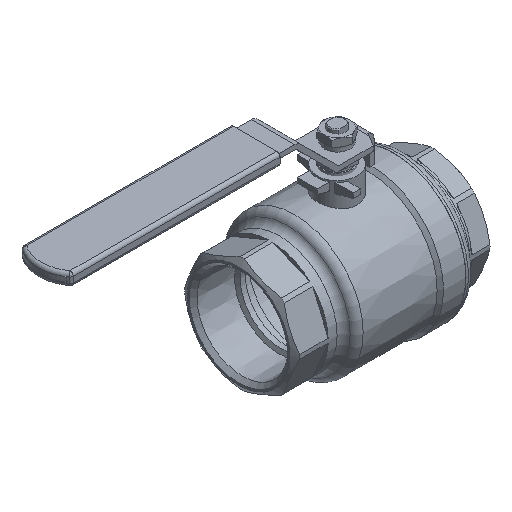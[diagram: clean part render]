
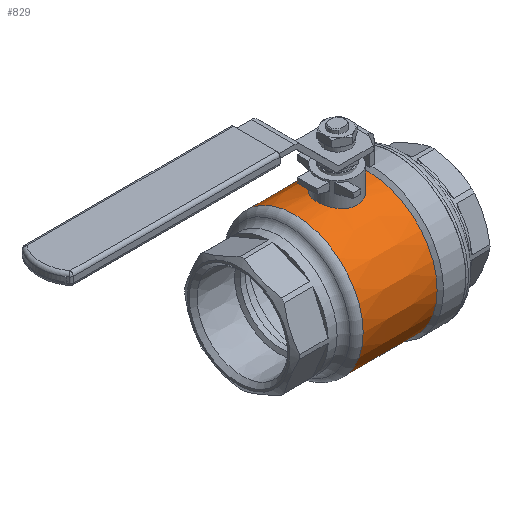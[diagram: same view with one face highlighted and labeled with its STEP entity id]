
A CAD part, isometric view. The second image highlights one B-rep face of the part: STEP entity #829.
In plain terms, the highlighted conical face has half-angle 0 degrees and reference radius 42.5 mm.
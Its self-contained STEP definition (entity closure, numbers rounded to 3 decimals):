
#829=ADVANCED_FACE('',(#1588,#1589,#1590),#1591,.T.);
#1588=FACE_BOUND('',#2482,.T.);
#1589=FACE_OUTER_BOUND('',#2483,.T.);
#1590=FACE_BOUND('',#2484,.T.);
#1591=CONICAL_SURFACE('',#2485,42.5,0.);
#2482=EDGE_LOOP('',(#4065));
#2483=EDGE_LOOP('',(#4066));
#2484=EDGE_LOOP('',(#4067));
#2485=AXIS2_PLACEMENT_3D('',#4068,#4069,#4070);
#4065=ORIENTED_EDGE('',*,*,#5191,.F.);
#4066=ORIENTED_EDGE('',*,*,#5192,.T.);
#4067=ORIENTED_EDGE('',*,*,#5193,.F.);
#4068=CARTESIAN_POINT('',(-26.3,0.,0.));
#4069=DIRECTION('',(1.0,0.,0.0));
#4070=DIRECTION('',(0.,1.0,0.0));
#5191=EDGE_CURVE('',#6156,#6156,#6157,.T.);
#5192=EDGE_CURVE('',#6158,#6158,#6159,.T.);
#5193=EDGE_CURVE('',#6160,#6160,#6161,.T.);
#6156=VERTEX_POINT('',#7924);
#6157=B_SPLINE_CURVE_WITH_KNOTS('',3,(#7925,#7926,#7927,#7928,#7929,#7930,#7931,#7932,#7933,#7934,#7935,#7936,#7937,#7938,#7939,#7940,#7941,#7942,#7943,#7944,#7945,#7946,#7947,#7948,#7949,#7950,#7951,#7952,#7953,#7954,#7955,#7956,#7957,#7958,#7959,#7960,#7961,#7962,#7963,#7964,#7965,#7966,#7967,#7968,#7969,#7970,#7971,#7972,#7973,#7974,#7975,#7976,#7977,#7978,#7979,#7980,#7981,#7982,#7983,#7984,#7985,#7986,#7987,#7988,#7989,#7990,#7991,#7992,#7993,#7994,#7995,#7996,#7997,#7998,#7999,#8000,#8001,#8002,#8003,#8004,#8005,#8006,#8007,#8008,#8009,#8010,#8011,#8012,#8013,#8014,#8015,#8016,#8017,#8018,#8019,#8020,#8021,#8022,#8023),.UNSPECIFIED.,.T.,.F.,(2,2,2,2,2,2,2,2,2,2,2,2,2,2,2,2,2,2,2,2,2,2,2,2,2,2,2,2,2,2,2,2,2,2,2,2,2,2,2,2,2,2,2,2,1,2,2,2,2,2,2,2),(-0.002,0.0,0.002,0.004,0.005,0.007,0.009,0.01,0.012,0.014,0.015,0.016,0.017,0.02,0.021,0.022,0.025,0.026,0.027,0.028,0.029,0.032,0.033,0.034,0.037,0.038,0.039,0.041,0.042,0.044,0.045,0.047,0.049,0.05,0.052,0.054,0.056,0.058,0.059,0.061,0.063,0.064,0.066,0.068,0.069,0.07,0.071,0.074,0.075,0.076,0.079,0.081),.UNSPECIFIED.);
#6158=VERTEX_POINT('',#8024);
#6159=CIRCLE('',#8025,42.5);
#6160=VERTEX_POINT('',#8026);
#6161=CIRCLE('',#8027,42.5);
#7924=CARTESIAN_POINT('',(-8.49,-9.175,41.498));
#7925=CARTESIAN_POINT('',(-9.092,-8.617,41.621));
#7926=CARTESIAN_POINT('',(-7.887,-9.732,41.375));
#7927=CARTESIAN_POINT('',(-7.24,-10.222,41.255));
#7928=CARTESIAN_POINT('',(-6.203,-10.86,41.09));
#7929=CARTESIAN_POINT('',(-5.846,-11.056,41.037));
#7930=CARTESIAN_POINT('',(-5.109,-11.416,40.939));
#7931=CARTESIAN_POINT('',(-4.728,-11.578,40.893));
#7932=CARTESIAN_POINT('',(-3.576,-12.006,40.77));
#7933=CARTESIAN_POINT('',(-2.787,-12.213,40.708));
#7934=CARTESIAN_POINT('',(-1.572,-12.408,40.649));
#7935=CARTESIAN_POINT('',(-1.16,-12.453,40.635));
#7936=CARTESIAN_POINT('',(-0.333,-12.502,40.619));
#7937=CARTESIAN_POINT('',(0.079,-12.506,40.618));
#7938=CARTESIAN_POINT('',(1.307,-12.458,40.633));
#7939=CARTESIAN_POINT('',(2.119,-12.347,40.668));
#7940=CARTESIAN_POINT('',(3.324,-12.057,40.754));
#7941=CARTESIAN_POINT('',(3.72,-11.941,40.788));
#7942=CARTESIAN_POINT('',(4.493,-11.672,40.866));
#7943=CARTESIAN_POINT('',(4.871,-11.519,40.91));
#7944=CARTESIAN_POINT('',(5.611,-11.178,41.004));
#7945=CARTESIAN_POINT('',(5.972,-10.989,41.055));
#7946=CARTESIAN_POINT('',(6.677,-10.575,41.164));
#7947=CARTESIAN_POINT('',(7.023,-10.349,41.221));
#7948=CARTESIAN_POINT('',(8.012,-9.629,41.398));
#7949=CARTESIAN_POINT('',(8.618,-9.091,41.521));
#7950=CARTESIAN_POINT('',(9.446,-8.196,41.703));
#7951=CARTESIAN_POINT('',(9.71,-7.882,41.764));
#7952=CARTESIAN_POINT('',(10.206,-7.229,41.882));
#7953=CARTESIAN_POINT('',(10.436,-6.893,41.939));
#7954=CARTESIAN_POINT('',(11.074,-5.855,42.101));
#7955=CARTESIAN_POINT('',(11.431,-5.124,42.197));
#7956=CARTESIAN_POINT('',(11.861,-3.968,42.316));
#7957=CARTESIAN_POINT('',(11.986,-3.572,42.351));
#7958=CARTESIAN_POINT('',(12.194,-2.779,42.411));
#7959=CARTESIAN_POINT('',(12.278,-2.378,42.435));
#7960=CARTESIAN_POINT('',(12.408,-1.571,42.473));
#7961=CARTESIAN_POINT('',(12.452,-1.165,42.486));
#7962=CARTESIAN_POINT('',(12.502,-0.344,42.501));
#7963=CARTESIAN_POINT('',(12.507,0.071,42.502));
#7964=CARTESIAN_POINT('',(12.458,1.312,42.488));
#7965=CARTESIAN_POINT('',(12.346,2.123,42.454));
#7966=CARTESIAN_POINT('',(12.059,3.317,42.372));
#7967=CARTESIAN_POINT('',(11.944,3.711,42.339));
#7968=CARTESIAN_POINT('',(11.672,4.492,42.264));
#7969=CARTESIAN_POINT('',(11.518,4.873,42.221));
#7970=CARTESIAN_POINT('',(11.005,5.984,42.083));
#7971=CARTESIAN_POINT('',(10.594,6.686,41.976));
#7972=CARTESIAN_POINT('',(9.872,7.678,41.802));
#7973=CARTESIAN_POINT('',(9.614,7.999,41.742));
#7974=CARTESIAN_POINT('',(9.073,8.608,41.62));
#7975=CARTESIAN_POINT('',(8.789,8.897,41.559));
#7976=CARTESIAN_POINT('',(8.195,9.448,41.438));
#7977=CARTESIAN_POINT('',(7.884,9.708,41.377));
#7978=CARTESIAN_POINT('',(7.236,10.201,41.258));
#7979=CARTESIAN_POINT('',(6.897,10.433,41.2));
#7980=CARTESIAN_POINT('',(5.849,11.077,41.033));
#7981=CARTESIAN_POINT('',(5.118,11.433,40.934));
#7982=CARTESIAN_POINT('',(3.972,11.859,40.812));
#7983=CARTESIAN_POINT('',(3.582,11.983,40.776));
#7984=CARTESIAN_POINT('',(2.785,12.193,40.714));
#7985=CARTESIAN_POINT('',(2.378,12.279,40.688));
#7986=CARTESIAN_POINT('',(1.162,12.473,40.629));
#7987=CARTESIAN_POINT('',(0.345,12.522,40.613));
#7988=CARTESIAN_POINT('',(-0.888,12.475,40.628));
#7989=CARTESIAN_POINT('',(-1.303,12.439,40.639));
#7990=CARTESIAN_POINT('',(-2.121,12.326,40.673));
#7991=CARTESIAN_POINT('',(-2.524,12.249,40.697));
#7992=CARTESIAN_POINT('',(-3.717,11.963,40.782));
#7993=CARTESIAN_POINT('',(-4.491,11.695,40.861));
#7994=CARTESIAN_POINT('',(-5.987,11.004,41.052));
#7995=CARTESIAN_POINT('',(-6.689,10.591,41.162));
#7996=CARTESIAN_POINT('',(-7.674,9.876,41.337));
#7997=CARTESIAN_POINT('',(-7.991,9.621,41.398));
#7998=CARTESIAN_POINT('',(-8.603,9.078,41.52));
#7999=CARTESIAN_POINT('',(-8.897,8.79,41.582));
#8000=CARTESIAN_POINT('',(-9.726,7.895,41.765));
#8001=CARTESIAN_POINT('',(-10.216,7.249,41.883));
#8002=CARTESIAN_POINT('',(-10.857,6.208,42.046));
#8003=CARTESIAN_POINT('',(-11.056,5.846,42.098));
#8004=CARTESIAN_POINT('',(-11.416,5.108,42.194));
#8005=CARTESIAN_POINT('',(-11.577,4.732,42.237));
#8006=CARTESIAN_POINT('',(-12.002,3.586,42.355));
#8007=CARTESIAN_POINT('',(-12.211,2.796,42.416));
#8008=CARTESIAN_POINT('',(-12.408,1.571,42.473));
#8009=CARTESIAN_POINT('',(-12.453,1.159,42.486));
#8010=CARTESIAN_POINT('',(-12.502,0.338,42.501));
#8011=CARTESIAN_POINT('',(-12.511,-0.481,42.503));
#8012=CARTESIAN_POINT('',(-12.439,-1.298,42.482));
#8013=CARTESIAN_POINT('',(-12.327,-2.113,42.449));
#8014=CARTESIAN_POINT('',(-12.25,-2.523,42.427));
#8015=CARTESIAN_POINT('',(-11.961,-3.724,42.344));
#8016=CARTESIAN_POINT('',(-11.693,-4.495,42.268));
#8017=CARTESIAN_POINT('',(-11.179,-5.607,42.13));
#8018=CARTESIAN_POINT('',(-10.989,-5.972,42.08));
#8019=CARTESIAN_POINT('',(-10.573,-6.681,41.973));
#8020=CARTESIAN_POINT('',(-10.349,-7.022,41.917));
#8021=CARTESIAN_POINT('',(-9.632,-8.009,41.744));
#8022=CARTESIAN_POINT('',(-9.092,-8.617,41.621));
#8023=CARTESIAN_POINT('',(-7.887,-9.732,41.375));
#8024=CARTESIAN_POINT('',(19.7,-42.5,0.));
#8025=AXIS2_PLACEMENT_3D('',#9124,#9125,#9126);
#8026=CARTESIAN_POINT('',(-26.3,-42.5,0.));
#8027=AXIS2_PLACEMENT_3D('',#9127,#9128,#9129);
#9124=CARTESIAN_POINT('',(19.7,0.,0.));
#9125=DIRECTION('',(-1.0,0.,0.0));
#9126=DIRECTION('',(0.,-1.0,0.0));
#9127=CARTESIAN_POINT('',(-26.3,0.,0.));
#9128=DIRECTION('',(-1.0,0.,0.0));
#9129=DIRECTION('',(0.,-1.0,0.0));
